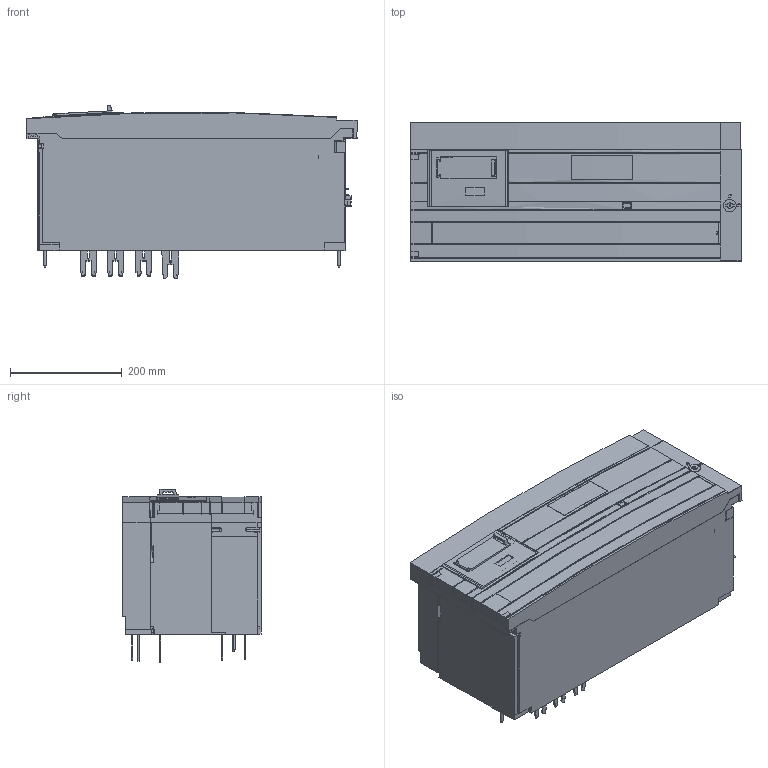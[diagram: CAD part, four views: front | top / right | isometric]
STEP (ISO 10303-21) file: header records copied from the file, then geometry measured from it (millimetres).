
FILE_DESCRIPTION((''),'2;1');
FILE_NAME('PRT0002','2023-10-22T11:02:01',('20724'),(''),'CREO PARAMETRIC BY PTC INC, 2016390','CREO PARAMETRIC BY PTC INC, 2016390','');
FILE_SCHEMA(('AUTOMOTIVE_DESIGN { 1 0 10303 214 1 1 1 1 }'));
Products named in the file (1): PRT0002
Bounding box: 592.55 x 248.29 x 309.27 mm (x, y, z)
Volume: 158600.6 mm3; surface area: 1564471.2 mm2
Topology: 2 solids, 116 shells, 3169 faces, 9828 edges, 6970 vertices
Faces by surface type: plane 2354, cylinder 728, cone 71, torus 8, sphere 7, bspline 1
Entity records: 139468 total; most frequent: CARTESIAN_POINT 22417, ORIENTED_EDGE 18393, DIRECTION 17714, EDGE_CURVE 9822, PRESENTATION_STYLE_ASSIGNMENT 8575, STYLED_ITEM 8306, CURVE_STYLE 7938, VECTOR 7176
